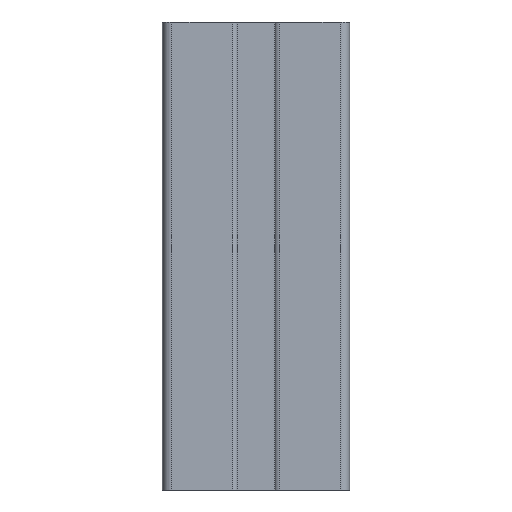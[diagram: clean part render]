
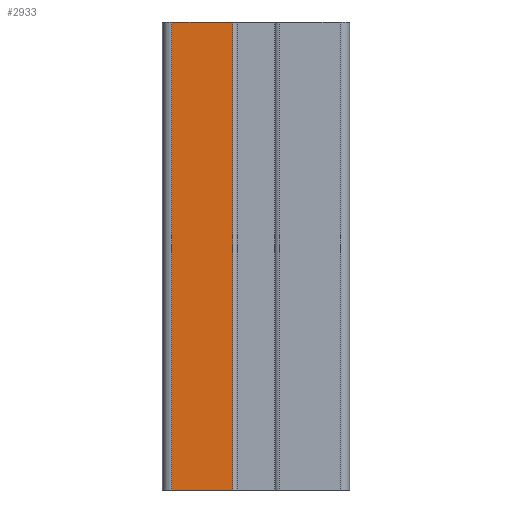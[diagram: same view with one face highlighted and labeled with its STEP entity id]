
A CAD part, left-side view. The second image highlights one B-rep face of the part: STEP entity #2933.
In plain terms, the highlighted planar face has unit normal (-1, 0, 0).
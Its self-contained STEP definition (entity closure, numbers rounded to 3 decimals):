
#366=FACE_OUTER_BOUND('',#514,.T.);
#514=EDGE_LOOP('',(#2384,#2385,#2386,#2387));
#594=LINE('',#4277,#890);
#810=LINE('',#4914,#1106);
#811=LINE('',#4916,#1107);
#812=LINE('',#4917,#1108);
#890=VECTOR('',#3408,100.);
#1106=VECTOR('',#4036,13.);
#1107=VECTOR('',#4037,100.);
#1108=VECTOR('',#4038,13.);
#1188=VERTEX_POINT('',#4274);
#1189=VERTEX_POINT('',#4276);
#1404=VERTEX_POINT('',#4913);
#1405=VERTEX_POINT('',#4915);
#1505=EDGE_CURVE('',#1188,#1189,#594,.T.);
#1822=EDGE_CURVE('',#1188,#1404,#810,.T.);
#1823=EDGE_CURVE('',#1405,#1404,#811,.T.);
#1824=EDGE_CURVE('',#1189,#1405,#812,.T.);
#2384=ORIENTED_EDGE('',*,*,#1505,.F.);
#2385=ORIENTED_EDGE('',*,*,#1822,.T.);
#2386=ORIENTED_EDGE('',*,*,#1823,.F.);
#2387=ORIENTED_EDGE('',*,*,#1824,.F.);
#2790=PLANE('',#3212);
#2933=ADVANCED_FACE('',(#366),#2790,.T.);
#3212=AXIS2_PLACEMENT_3D('',#4912,#4034,#4035);
#3408=DIRECTION('',(0.,0.,-1.));
#4034=DIRECTION('center_axis',(-1.,0.,0.));
#4035=DIRECTION('ref_axis',(0.,-1.,0.));
#4036=DIRECTION('',(0.,1.,0.));
#4037=DIRECTION('',(0.,0.,1.));
#4038=DIRECTION('',(0.,1.,0.));
#4274=CARTESIAN_POINT('',(-20.,5.,100.));
#4276=CARTESIAN_POINT('',(-20.,5.,0.));
#4277=CARTESIAN_POINT('',(-20.,5.,0.));
#4912=CARTESIAN_POINT('Origin',(-20.,18.,0.));
#4913=CARTESIAN_POINT('',(-20.,18.,100.));
#4914=CARTESIAN_POINT('',(-20.,9.,100.));
#4915=CARTESIAN_POINT('',(-20.,18.,0.));
#4916=CARTESIAN_POINT('',(-20.,18.,0.));
#4917=CARTESIAN_POINT('',(-20.,9.,0.));
